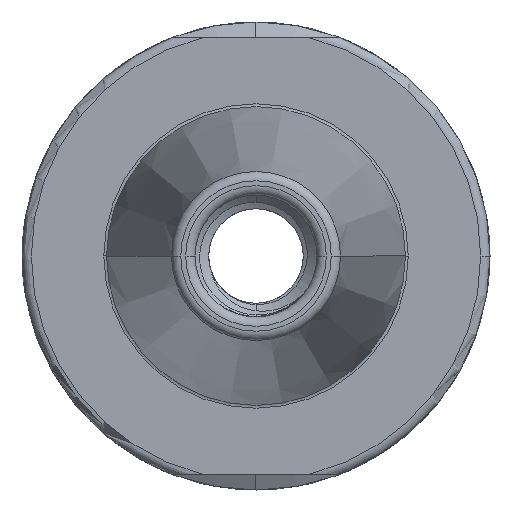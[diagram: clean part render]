
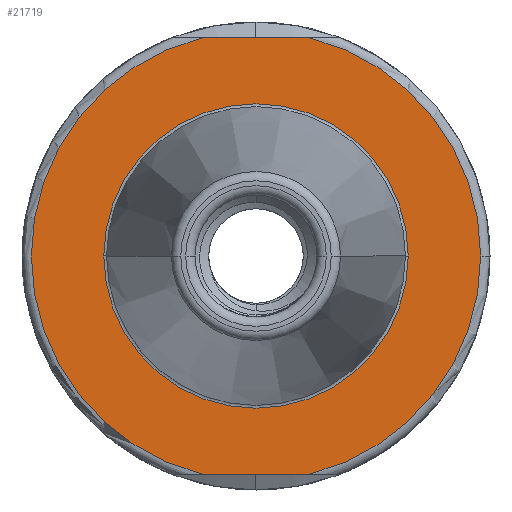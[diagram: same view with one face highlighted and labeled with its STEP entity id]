
A CAD part, left-side view. The second image highlights one B-rep face of the part: STEP entity #21719.
In plain terms, the highlighted planar face has unit normal (-1, 0, 0).
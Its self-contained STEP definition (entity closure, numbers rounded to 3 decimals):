
#1632 = AXIS2_PLACEMENT_3D ( 'NONE', #10017, #9998, #10025 ) ;
#1711 = AXIS2_PLACEMENT_3D ( 'NONE', #17219, #17233, #17186 ) ;
#9998 = DIRECTION ( 'NONE',  ( 1., 0., 0. ) ) ;
#10017 = CARTESIAN_POINT ( 'NONE',  ( 0., 0., 0. ) ) ;
#10025 = DIRECTION ( 'NONE',  ( 0., -1., 0. ) ) ;
#10744 = CARTESIAN_POINT ( 'NONE',  ( 0., -16.262, 0. ) ) ;
#10784 = CARTESIAN_POINT ( 'NONE',  ( 0., 16.262, 0. ) ) ;
#10937 = CARTESIAN_POINT ( 'NONE',  ( 0., -24., 0. ) ) ;
#10939 = CARTESIAN_POINT ( 'NONE',  ( 0., -5.754, 23.3 ) ) ;
#10987 = CARTESIAN_POINT ( 'NONE',  ( 0., -5.754, -23.3 ) ) ;
#11009 = CARTESIAN_POINT ( 'NONE',  ( 0., 5.754, 23.3 ) ) ;
#11248 = EDGE_LOOP ( 'NONE', ( #19859, #19855, #19932, #19881, #19886 ) ) ;
#11254 = EDGE_LOOP ( 'NONE', ( #19856, #19921 ) ) ;
#11672 = VECTOR ( 'NONE', #12962, 1000. ) ;
#11679 = VECTOR ( 'NONE', #13078, 1000. ) ;
#11681 = CIRCLE ( 'NONE', #15966, 24. ) ;
#11682 = LINE ( 'NONE', #12880, #11672 ) ;
#11694 = CIRCLE ( 'NONE', #15951, 24. ) ;
#11716 = LINE ( 'NONE', #13093, #11679 ) ;
#11719 = CIRCLE ( 'NONE', #15967, 16.262 ) ;
#11748 = CIRCLE ( 'NONE', #15122, 24. ) ;
#12880 = CARTESIAN_POINT ( 'NONE',  ( 0., 10., -23.3 ) ) ;
#12936 = CARTESIAN_POINT ( 'NONE',  ( 0., 0., 0. ) ) ;
#12962 = DIRECTION ( 'NONE',  ( 0., -1., 0. ) ) ;
#12970 = DIRECTION ( 'NONE',  ( -1., 0., 0. ) ) ;
#12981 = DIRECTION ( 'NONE',  ( 0., -1., 0. ) ) ;
#13006 = DIRECTION ( 'NONE',  ( 1., 0., 0. ) ) ;
#13017 = DIRECTION ( 'NONE',  ( 0., -1., 0. ) ) ;
#13050 = DIRECTION ( 'NONE',  ( -1., 0., 0. ) ) ;
#13054 = DIRECTION ( 'NONE',  ( 0., -1., 0. ) ) ;
#13071 = CARTESIAN_POINT ( 'NONE',  ( 0., 0., 0. ) ) ;
#13076 = CARTESIAN_POINT ( 'NONE',  ( 0., 0., 0. ) ) ;
#13078 = DIRECTION ( 'NONE',  ( 0., -1., 0. ) ) ;
#13093 = CARTESIAN_POINT ( 'NONE',  ( 0., 10., 23.3 ) ) ;
#13451 = DIRECTION ( 'NONE',  ( -1., 0., 0. ) ) ;
#13500 = DIRECTION ( 'NONE',  ( 0., -1., 0. ) ) ;
#13529 = CARTESIAN_POINT ( 'NONE',  ( 0., 0., 0. ) ) ;
#14593 = CARTESIAN_POINT ( 'NONE',  ( 0., 5.754, -23.3 ) ) ;
#15122 = AXIS2_PLACEMENT_3D ( 'NONE', #13529, #13451, #13500 ) ;
#15479 = EDGE_CURVE ( 'NONE', #18764, #18799, #11694, .T. ) ;
#15492 = EDGE_CURVE ( 'NONE', #18696, #18682, #11719, .T. ) ;
#15493 = EDGE_CURVE ( 'NONE', #18853, #18764, #11682, .T. ) ;
#15495 = EDGE_CURVE ( 'NONE', #18795, #18801, #11716, .T. ) ;
#15499 = EDGE_CURVE ( 'NONE', #18799, #18801, #11681, .T. ) ;
#15518 = EDGE_CURVE ( 'NONE', #18795, #18853, #11748, .T. ) ;
#15858 = EDGE_CURVE ( 'NONE', #18682, #18696, #17370, .T. ) ;
#15951 = AXIS2_PLACEMENT_3D ( 'NONE', #12936, #12970, #12981 ) ;
#15966 = AXIS2_PLACEMENT_3D ( 'NONE', #13076, #13050, #13054 ) ;
#15967 = AXIS2_PLACEMENT_3D ( 'NONE', #13071, #13006, #13017 ) ;
#17186 = DIRECTION ( 'NONE',  ( 0., -1., 0. ) ) ;
#17219 = CARTESIAN_POINT ( 'NONE',  ( 0., 16.342, 0. ) ) ;
#17232 = PLANE ( 'NONE',  #1711 ) ;
#17233 = DIRECTION ( 'NONE',  ( -1., 0., 0. ) ) ;
#17370 = CIRCLE ( 'NONE', #1632, 16.262 ) ;
#17662 = FACE_OUTER_BOUND ( 'NONE', #11248, .T. ) ;
#17683 = FACE_BOUND ( 'NONE', #11254, .T. ) ;
#18682 = VERTEX_POINT ( 'NONE', #10744 ) ;
#18696 = VERTEX_POINT ( 'NONE', #10784 ) ;
#18764 = VERTEX_POINT ( 'NONE', #10987 ) ;
#18795 = VERTEX_POINT ( 'NONE', #11009 ) ;
#18799 = VERTEX_POINT ( 'NONE', #10937 ) ;
#18801 = VERTEX_POINT ( 'NONE', #10939 ) ;
#18853 = VERTEX_POINT ( 'NONE', #14593 ) ;
#19855 = ORIENTED_EDGE ( 'NONE', *, *, #15493, .T. ) ;
#19856 = ORIENTED_EDGE ( 'NONE', *, *, #15858, .T. ) ;
#19859 = ORIENTED_EDGE ( 'NONE', *, *, #15518, .T. ) ;
#19881 = ORIENTED_EDGE ( 'NONE', *, *, #15499, .T. ) ;
#19886 = ORIENTED_EDGE ( 'NONE', *, *, #15495, .F. ) ;
#19921 = ORIENTED_EDGE ( 'NONE', *, *, #15492, .T. ) ;
#19932 = ORIENTED_EDGE ( 'NONE', *, *, #15479, .T. ) ;
#21719 = ADVANCED_FACE ( 'NONE', ( #17683, #17662 ), #17232, .T. ) ;
